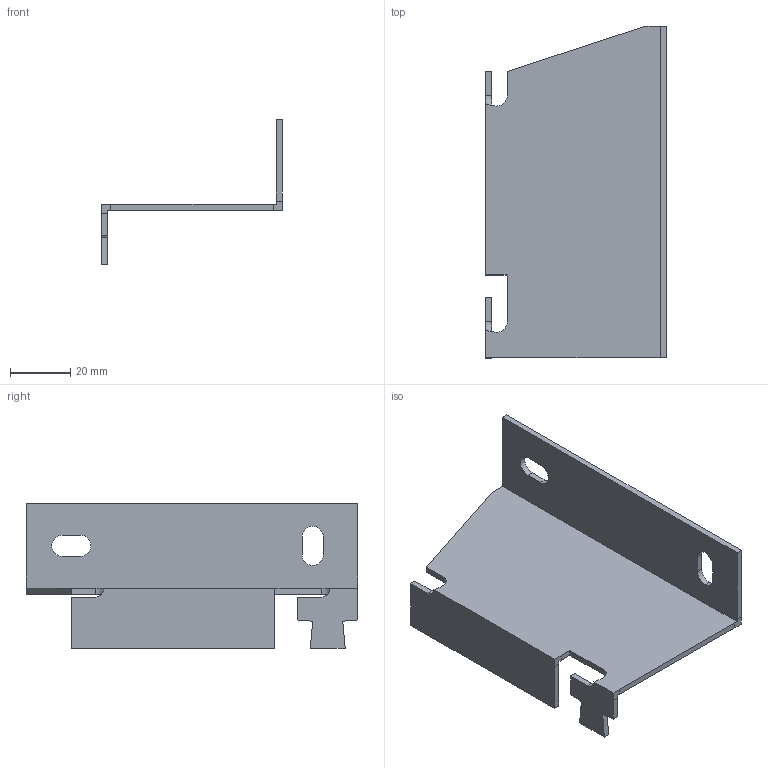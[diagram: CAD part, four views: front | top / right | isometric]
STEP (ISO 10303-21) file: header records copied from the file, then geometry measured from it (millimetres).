
FILE_DESCRIPTION (( 'STEP AP214' ), '1' );
FILE_NAME ('6016415.stp', '2019-03-13T07:58:35', ( '' ), ( '' ), 'SwSTEP 2.0', 'SolidWorks 2018', '' );
FILE_SCHEMA (( 'AUTOMOTIVE_DESIGN' ));
Length unit declared in the file: millimetre
Products named in the file (1): 6016415
Bounding box: 60 x 110 x 48 mm (x, y, z)
Volume: 20653.8 mm3; surface area: 21810.7 mm2
Topology: 1 solids, 1 shells, 46 faces, 132 edges, 88 vertices
Faces by surface type: plane 37, cylinder 7, bspline 2
Entity records: 1684 total; most frequent: CARTESIAN_POINT 449, ORIENTED_EDGE 264, DIRECTION 224, EDGE_CURVE 132, VECTOR 106, LINE 106, VERTEX_POINT 88, AXIS2_PLACEMENT_3D 59
